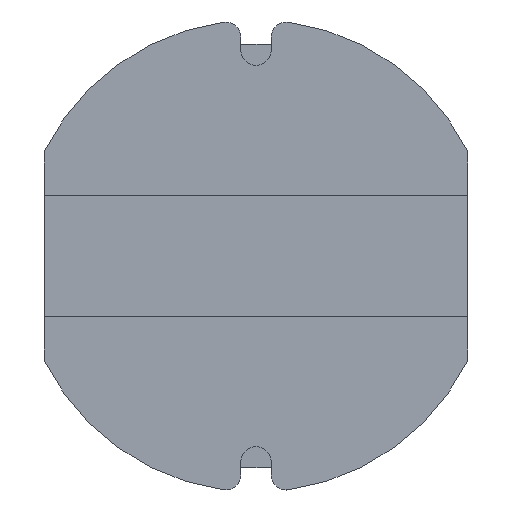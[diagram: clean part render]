
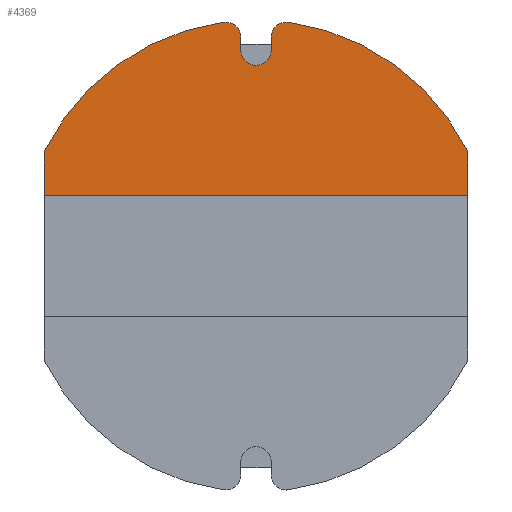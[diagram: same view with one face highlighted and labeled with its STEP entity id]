
A CAD part, front view. The second image highlights one B-rep face of the part: STEP entity #4369.
In plain terms, the highlighted planar face has unit normal (0, -1, 0).
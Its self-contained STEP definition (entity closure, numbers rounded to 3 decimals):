
#39 = ORIENTED_EDGE ( 'NONE', *, *, #2282, .T. ) ;
#79 = CARTESIAN_POINT ( 'NONE',  ( -0.25, -0.1, 3.4 ) ) ;
#104 = CARTESIAN_POINT ( 'NONE',  ( 3.5, -0.1, 1. ) ) ;
#216 = DIRECTION ( 'NONE',  ( 1., 0., 0. ) ) ;
#241 = ORIENTED_EDGE ( 'NONE', *, *, #1884, .T. ) ;
#242 = CIRCLE ( 'NONE', #7308, 0.25 ) ;
#307 = DIRECTION ( 'NONE',  ( 0., 0., -1. ) ) ;
#327 = EDGE_LOOP ( 'NONE', ( #566, #2253, #3791, #5266, #6568, #5511, #2458, #241, #39, #7055, #5179 ) ) ;
#532 = DIRECTION ( 'NONE',  ( 0., -1., 0. ) ) ;
#550 = EDGE_CURVE ( 'NONE', #7045, #4776, #242, .T. ) ;
#566 = ORIENTED_EDGE ( 'NONE', *, *, #4165, .T. ) ;
#576 = VERTEX_POINT ( 'NONE', #79 ) ;
#739 = PLANE ( 'NONE',  #4289 ) ;
#990 = DIRECTION ( 'NONE',  ( 0., 0., -1. ) ) ;
#1061 = DIRECTION ( 'NONE',  ( 0., 1., 0. ) ) ;
#1076 = VERTEX_POINT ( 'NONE', #5987 ) ;
#1263 = CARTESIAN_POINT ( 'NONE',  ( 0., -0.1, 0. ) ) ;
#1403 = CARTESIAN_POINT ( 'NONE',  ( 0.25, -0.1, 3.616 ) ) ;
#1484 = VERTEX_POINT ( 'NONE', #2569 ) ;
#1572 = DIRECTION ( 'NONE',  ( 0., 0., -1. ) ) ;
#1694 = CARTESIAN_POINT ( 'NONE',  ( 0., -0.1, 3.4 ) ) ;
#1805 = VERTEX_POINT ( 'NONE', #3330 ) ;
#1840 = CARTESIAN_POINT ( 'NONE',  ( 0., -0.1, 0. ) ) ;
#1884 = EDGE_CURVE ( 'NONE', #1805, #576, #6500, .T. ) ;
#1954 = CIRCLE ( 'NONE', #5674, 0.25 ) ;
#2061 = VERTEX_POINT ( 'NONE', #104 ) ;
#2253 = ORIENTED_EDGE ( 'NONE', *, *, #2435, .T. ) ;
#2282 = EDGE_CURVE ( 'NONE', #576, #7045, #2534, .T. ) ;
#2373 = DIRECTION ( 'NONE',  ( 0., 0., -1. ) ) ;
#2406 = CARTESIAN_POINT ( 'NONE',  ( 0.5, -0.1, 3.616 ) ) ;
#2435 = EDGE_CURVE ( 'NONE', #1076, #2061, #3152, .T. ) ;
#2458 = ORIENTED_EDGE ( 'NONE', *, *, #5388, .T. ) ;
#2497 = DIRECTION ( 'NONE',  ( 0., 0., 1. ) ) ;
#2534 = LINE ( 'NONE', #4917, #4395 ) ;
#2569 = CARTESIAN_POINT ( 'NONE',  ( 3.5, -0.1, 1.72 ) ) ;
#2609 = LINE ( 'NONE', #3816, #6572 ) ;
#2634 = CARTESIAN_POINT ( 'NONE',  ( 0., -0.1, 0. ) ) ;
#2896 = CARTESIAN_POINT ( 'NONE',  ( 0., -0.1, 3.4 ) ) ;
#2916 = AXIS2_PLACEMENT_3D ( 'NONE', #1263, #5317, #7048 ) ;
#3152 = LINE ( 'NONE', #5025, #5117 ) ;
#3330 = CARTESIAN_POINT ( 'NONE',  ( 0., -0.1, 3.15 ) ) ;
#3350 = CARTESIAN_POINT ( 'NONE',  ( 3.5, -0.1, 0. ) ) ;
#3375 = AXIS2_PLACEMENT_3D ( 'NONE', #2896, #3524, #2373 ) ;
#3524 = DIRECTION ( 'NONE',  ( 0., 1., 0. ) ) ;
#3533 = DIRECTION ( 'NONE',  ( 0., -1., 0. ) ) ;
#3547 = VERTEX_POINT ( 'NONE', #6615 ) ;
#3719 = CIRCLE ( 'NONE', #6329, 3.9 ) ;
#3791 = ORIENTED_EDGE ( 'NONE', *, *, #6268, .T. ) ;
#3816 = CARTESIAN_POINT ( 'NONE',  ( -3.5, -0.1, 0. ) ) ;
#4027 = LINE ( 'NONE', #3350, #5027 ) ;
#4165 = EDGE_CURVE ( 'NONE', #4922, #1076, #2609, .T. ) ;
#4289 = AXIS2_PLACEMENT_3D ( 'NONE', #2634, #6867, #307 ) ;
#4299 = VECTOR ( 'NONE', #990, 1000. ) ;
#4369 = ADVANCED_FACE ( 'NONE', ( #6078 ), #739, .T. ) ;
#4395 = VECTOR ( 'NONE', #2497, 1000. ) ;
#4404 = CARTESIAN_POINT ( 'NONE',  ( -3.5, -0.1, 1.72 ) ) ;
#4545 = CARTESIAN_POINT ( 'NONE',  ( -0.25, -0.1, 3.616 ) ) ;
#4644 = CARTESIAN_POINT ( 'NONE',  ( -0.534, -0.1, 3.863 ) ) ;
#4776 = VERTEX_POINT ( 'NONE', #4644 ) ;
#4829 = DIRECTION ( 'NONE',  ( 0., -1., 0. ) ) ;
#4909 = VERTEX_POINT ( 'NONE', #1403 ) ;
#4917 = CARTESIAN_POINT ( 'NONE',  ( -0.25, -0.1, 0. ) ) ;
#4922 = VERTEX_POINT ( 'NONE', #4404 ) ;
#5025 = CARTESIAN_POINT ( 'NONE',  ( 0., -0.1, 1. ) ) ;
#5027 = VECTOR ( 'NONE', #7480, 1000. ) ;
#5117 = VECTOR ( 'NONE', #216, 1000. ) ;
#5179 = ORIENTED_EDGE ( 'NONE', *, *, #7388, .T. ) ;
#5266 = ORIENTED_EDGE ( 'NONE', *, *, #6344, .T. ) ;
#5283 = DIRECTION ( 'NONE',  ( 0., 0., -1. ) ) ;
#5317 = DIRECTION ( 'NONE',  ( 0., -1., 0. ) ) ;
#5345 = DIRECTION ( 'NONE',  ( 0., 0., -1. ) ) ;
#5388 = EDGE_CURVE ( 'NONE', #5881, #1805, #1954, .T. ) ;
#5415 = CIRCLE ( 'NONE', #6273, 0.25 ) ;
#5511 = ORIENTED_EDGE ( 'NONE', *, *, #6162, .T. ) ;
#5674 = AXIS2_PLACEMENT_3D ( 'NONE', #1694, #1061, #6517 ) ;
#5816 = CARTESIAN_POINT ( 'NONE',  ( 0.25, -0.1, 0. ) ) ;
#5881 = VERTEX_POINT ( 'NONE', #6983 ) ;
#5952 = CARTESIAN_POINT ( 'NONE',  ( -0.5, -0.1, 3.616 ) ) ;
#5983 = EDGE_CURVE ( 'NONE', #3547, #4909, #5415, .T. ) ;
#5987 = CARTESIAN_POINT ( 'NONE',  ( -3.5, -0.1, 1. ) ) ;
#6078 = FACE_OUTER_BOUND ( 'NONE', #327, .T. ) ;
#6162 = EDGE_CURVE ( 'NONE', #4909, #5881, #6359, .T. ) ;
#6268 = EDGE_CURVE ( 'NONE', #2061, #1484, #4027, .T. ) ;
#6273 = AXIS2_PLACEMENT_3D ( 'NONE', #2406, #532, #5283 ) ;
#6286 = CIRCLE ( 'NONE', #2916, 3.9 ) ;
#6329 = AXIS2_PLACEMENT_3D ( 'NONE', #1840, #3533, #5345 ) ;
#6344 = EDGE_CURVE ( 'NONE', #1484, #3547, #6286, .T. ) ;
#6359 = LINE ( 'NONE', #5816, #4299 ) ;
#6500 = CIRCLE ( 'NONE', #3375, 0.25 ) ;
#6517 = DIRECTION ( 'NONE',  ( 0., 0., -1. ) ) ;
#6568 = ORIENTED_EDGE ( 'NONE', *, *, #5983, .T. ) ;
#6571 = DIRECTION ( 'NONE',  ( 0., 0., -1. ) ) ;
#6572 = VECTOR ( 'NONE', #1572, 1000. ) ;
#6615 = CARTESIAN_POINT ( 'NONE',  ( 0.534, -0.1, 3.863 ) ) ;
#6867 = DIRECTION ( 'NONE',  ( 0., -1., 0. ) ) ;
#6983 = CARTESIAN_POINT ( 'NONE',  ( 0.25, -0.1, 3.4 ) ) ;
#7045 = VERTEX_POINT ( 'NONE', #4545 ) ;
#7048 = DIRECTION ( 'NONE',  ( 0., 0., -1. ) ) ;
#7055 = ORIENTED_EDGE ( 'NONE', *, *, #550, .T. ) ;
#7308 = AXIS2_PLACEMENT_3D ( 'NONE', #5952, #4829, #6571 ) ;
#7388 = EDGE_CURVE ( 'NONE', #4776, #4922, #3719, .T. ) ;
#7480 = DIRECTION ( 'NONE',  ( 0., 0., 1. ) ) ;
